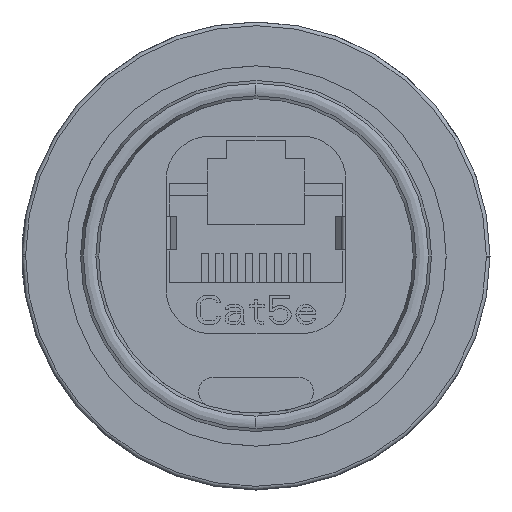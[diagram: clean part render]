
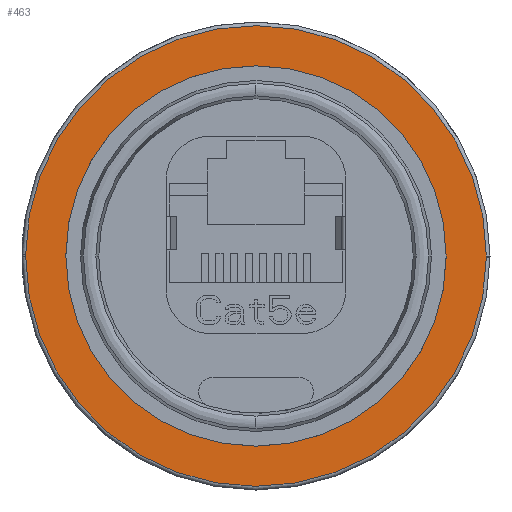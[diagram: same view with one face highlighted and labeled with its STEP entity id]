
A CAD part, left-side view. The second image highlights one B-rep face of the part: STEP entity #463.
In plain terms, the highlighted planar face has unit normal (-1, 0, 0).
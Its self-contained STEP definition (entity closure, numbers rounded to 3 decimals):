
#463=ADVANCED_FACE('',(#1860,#1861),#1862,.T.);
#1860=FACE_OUTER_BOUND('',#3924,.T.);
#1861=FACE_BOUND('',#3925,.T.);
#1862=PLANE('',#3926);
#3924=EDGE_LOOP('',(#12460,#12461,#12462,#12463));
#3925=EDGE_LOOP('',(#12464,#12465));
#3926=AXIS2_PLACEMENT_3D('',#12466,#12467,#12468);
#12460=ORIENTED_EDGE('',*,*,#17722,.T.);
#12461=ORIENTED_EDGE('',*,*,#18739,.T.);
#12462=ORIENTED_EDGE('',*,*,#17726,.T.);
#12463=ORIENTED_EDGE('',*,*,#18740,.T.);
#12464=ORIENTED_EDGE('',*,*,#17658,.T.);
#12465=ORIENTED_EDGE('',*,*,#17661,.F.);
#12466=CARTESIAN_POINT('',(18.0,0.0,0.0));
#12467=DIRECTION('',(-1.0,0.0,0.0));
#12468=DIRECTION('',(0.0,0.0,1.0));
#17658=EDGE_CURVE('',#20448,#20446,#20449,.T.);
#17661=EDGE_CURVE('',#20448,#20446,#20452,.T.);
#17722=EDGE_CURVE('',#20572,#20569,#20573,.T.);
#17726=EDGE_CURVE('',#20580,#20577,#20581,.T.);
#18739=EDGE_CURVE('',#20569,#20580,#22260,.T.);
#18740=EDGE_CURVE('',#20577,#20572,#22261,.T.);
#20446=VERTEX_POINT('',#25053);
#20448=VERTEX_POINT('',#25055);
#20449=CIRCLE('',#25056,12.2);
#20452=CIRCLE('',#25059,12.2);
#20569=VERTEX_POINT('',#26120);
#20572=VERTEX_POINT('',#26123);
#20573=CIRCLE('',#26124,15.75);
#20577=VERTEX_POINT('',#26128);
#20580=VERTEX_POINT('',#26131);
#20581=CIRCLE('',#26132,15.75);
#22260=CIRCLE('',#28909,15.75);
#22261=CIRCLE('',#28910,15.75);
#25053=CARTESIAN_POINT('',(18.0,-12.2,0.0));
#25055=CARTESIAN_POINT('',(18.0,12.2,0.0));
#25056=AXIS2_PLACEMENT_3D('',#39581,#39582,#39583);
#25059=AXIS2_PLACEMENT_3D('',#39590,#39591,#39592);
#26120=CARTESIAN_POINT('',(18.0,15.75,0.089));
#26123=CARTESIAN_POINT('',(18.0,-15.75,0.0));
#26124=AXIS2_PLACEMENT_3D('',#39692,#39693,#39694);
#26128=CARTESIAN_POINT('',(18.0,-15.75,-0.089));
#26131=CARTESIAN_POINT('',(18.0,15.75,0.0));
#26132=AXIS2_PLACEMENT_3D('',#39704,#39705,#39706);
#28909=AXIS2_PLACEMENT_3D('',#40895,#40896,#40897);
#28910=AXIS2_PLACEMENT_3D('',#40898,#40899,#40900);
#39581=CARTESIAN_POINT('',(18.0,0.0,0.0));
#39582=DIRECTION('',(1.0,0.0,0.0));
#39583=DIRECTION('',(0.0,1.0,0.0));
#39590=CARTESIAN_POINT('',(18.0,0.0,0.0));
#39591=DIRECTION('',(-1.0,0.0,0.0));
#39592=DIRECTION('',(0.0,1.0,0.0));
#39692=CARTESIAN_POINT('',(18.0,0.0,0.0));
#39693=DIRECTION('',(-1.0,0.0,0.0));
#39694=DIRECTION('',(0.0,-1.0,0.0));
#39704=CARTESIAN_POINT('',(18.0,0.0,0.0));
#39705=DIRECTION('',(-1.0,0.0,0.0));
#39706=DIRECTION('',(0.0,1.0,0.0));
#40895=CARTESIAN_POINT('',(18.0,0.0,0.0));
#40896=DIRECTION('',(-1.0,0.0,0.0));
#40897=DIRECTION('',(0.0,-1.0,0.0));
#40898=CARTESIAN_POINT('',(18.0,0.0,0.0));
#40899=DIRECTION('',(-1.0,0.0,0.0));
#40900=DIRECTION('',(0.0,1.0,0.0));
